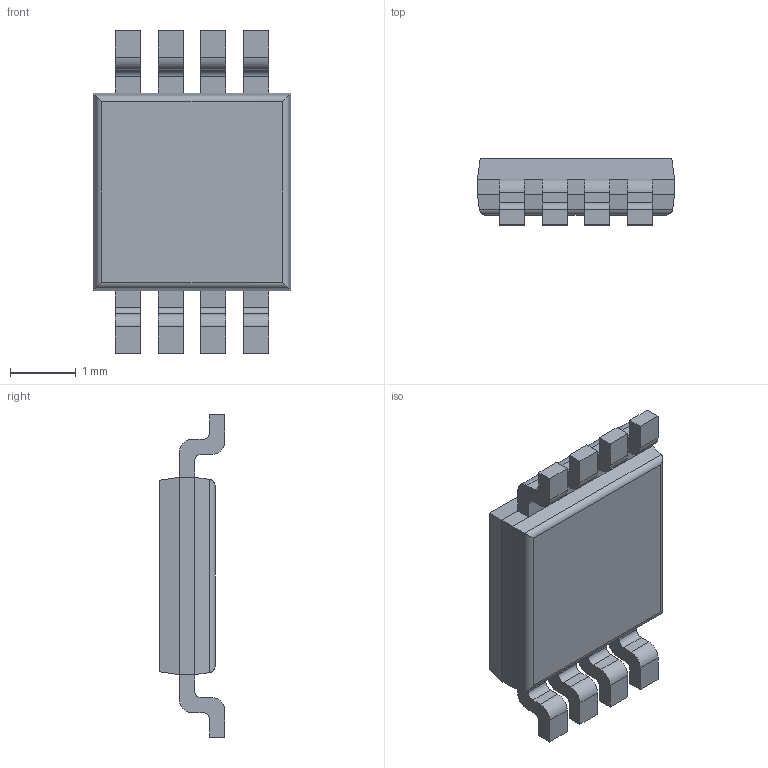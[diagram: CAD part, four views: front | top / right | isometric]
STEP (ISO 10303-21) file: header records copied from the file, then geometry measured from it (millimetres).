
FILE_DESCRIPTION (( 'STEP AP214' ), '1' );
FILE_NAME ('IS31AP2005-SLS2-TR.STEP', '2025-02-28T11:12:37', ( '' ), ( '' ), 'SwSTEP 2.0', 'SolidWorks 2024', '' );
FILE_SCHEMA (( 'AUTOMOTIVE_DESIGN' ));
Length unit declared in the file: millimetre
Products named in the file (1): IS31AP2005-SLS2-TR
Bounding box: 3 x 1 x 4.9 mm (x, y, z)
Volume: 8.9 mm3; surface area: 84.3 mm2
Topology: 11 solids, 11 shells, 137 faces, 338 edges, 224 vertices
Faces by surface type: plane 99, cylinder 38
Entity records: 4416 total; most frequent: CARTESIAN_POINT 712, DIRECTION 678, ORIENTED_EDGE 676, EDGE_CURVE 338, LINE 266, VECTOR 266, VERTEX_POINT 224, AXIS2_PLACEMENT_3D 206
